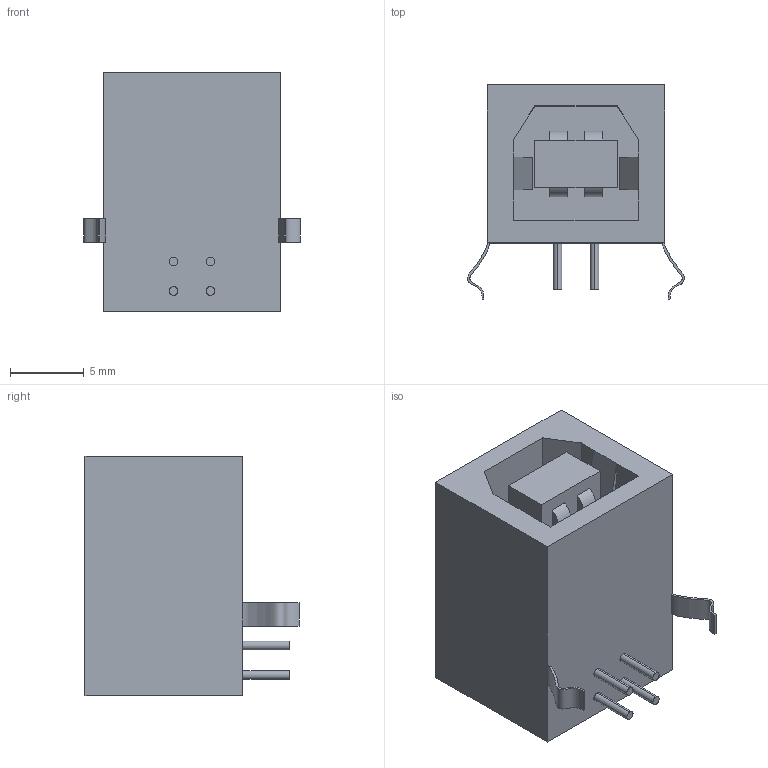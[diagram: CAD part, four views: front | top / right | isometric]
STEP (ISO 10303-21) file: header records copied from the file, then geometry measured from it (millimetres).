
FILE_DESCRIPTION (( 'STEP AP214' ), '1' );
FILE_NAME ('User Library-Receptacle.STEP', '2017-10-02T20:28:58', ( 'Windows User' ), ( '' ), 'SwSTEP 2.0', 'SolidWorks 2017', '' );
FILE_SCHEMA (( 'AUTOMOTIVE_DESIGN' ));
Length unit declared in the file: millimetre
Products named in the file (1): User Library-Receptacle
Bounding box: 14.69 x 14.5 x 16.2 mm (x, y, z)
Volume: 1643 mm3; surface area: 1606.1 mm2
Topology: 1 solids, 1 shells, 63 faces, 145 edges, 94 vertices
Faces by surface type: plane 44, cylinder 11, bspline 8
Entity records: 2438 total; most frequent: CARTESIAN_POINT 511, ORIENTED_EDGE 290, DIRECTION 263, EDGE_CURVE 145, LINE 107, VECTOR 107, VERTEX_POINT 94, AXIS2_PLACEMENT_3D 78
